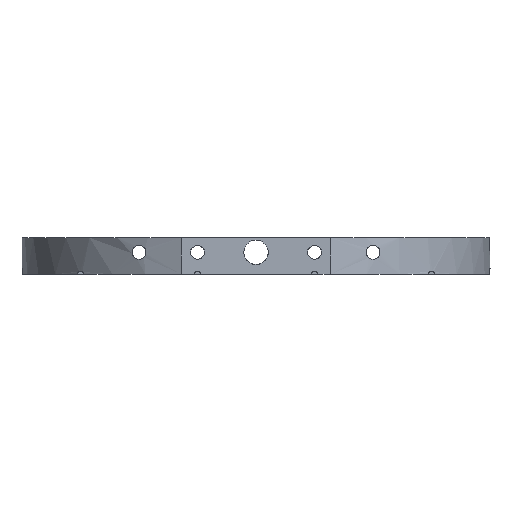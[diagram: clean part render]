
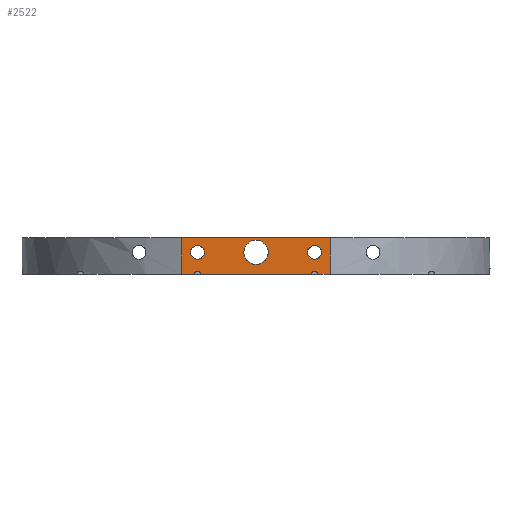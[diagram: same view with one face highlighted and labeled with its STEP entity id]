
A CAD part, front view. The second image highlights one B-rep face of the part: STEP entity #2522.
In plain terms, the highlighted planar face has unit normal (0, -1, 0).
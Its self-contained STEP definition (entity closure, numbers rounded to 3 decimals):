
#33 = DIRECTION ( 'NONE',  ( 0., -1., 0. ) ) ;
#35 = LINE ( 'NONE', #2952, #6438 ) ;
#106 = CARTESIAN_POINT ( 'NONE',  ( 48., -182., 12.277 ) ) ;
#119 = DIRECTION ( 'NONE',  ( -1., 0., 0. ) ) ;
#290 = VERTEX_POINT ( 'NONE', #106 ) ;
#335 = CARTESIAN_POINT ( 'NONE',  ( 0., -182., 28. ) ) ;
#341 = DIRECTION ( 'NONE',  ( 0., 0., -1. ) ) ;
#443 = ORIENTED_EDGE ( 'NONE', *, *, #6656, .F. ) ;
#449 = DIRECTION ( 'NONE',  ( 0., 0., -1. ) ) ;
#575 = DIRECTION ( 'NONE',  ( 0., 0., -1. ) ) ;
#645 = FACE_BOUND ( 'NONE', #6452, .T. ) ;
#669 = DIRECTION ( 'NONE',  ( 0., 0., 1. ) ) ;
#732 = DIRECTION ( 'NONE',  ( 0., -1., 0. ) ) ;
#739 = ORIENTED_EDGE ( 'NONE', *, *, #6010, .F. ) ;
#833 = DIRECTION ( 'NONE',  ( 0., 0., -1. ) ) ;
#865 = CIRCLE ( 'NONE', #5471, 5.723 ) ;
#1009 = CARTESIAN_POINT ( 'NONE',  ( 0., -182., 0. ) ) ;
#1103 = ORIENTED_EDGE ( 'NONE', *, *, #4706, .F. ) ;
#1188 = CARTESIAN_POINT ( 'NONE',  ( -61.156, -182., 0. ) ) ;
#1219 = CARTESIAN_POINT ( 'NONE',  ( -141.212, -182., 0. ) ) ;
#1236 = VERTEX_POINT ( 'NONE', #2479 ) ;
#1304 = LINE ( 'NONE', #2375, #2429 ) ;
#1355 = CARTESIAN_POINT ( 'NONE',  ( 50.5, -182., 0. ) ) ;
#1402 = VERTEX_POINT ( 'NONE', #4824 ) ;
#1466 = EDGE_CURVE ( 'NONE', #4288, #1705, #6449, .T. ) ;
#1705 = VERTEX_POINT ( 'NONE', #5220 ) ;
#1761 = DIRECTION ( 'NONE',  ( 0., 1., 0. ) ) ;
#1768 = VECTOR ( 'NONE', #119, 1000. ) ;
#1801 = CARTESIAN_POINT ( 'NONE',  ( 45.5, -182., 0. ) ) ;
#1813 = EDGE_CURVE ( 'NONE', #1402, #2528, #3214, .T. ) ;
#1828 = AXIS2_PLACEMENT_3D ( 'NONE', #3377, #732, #4416 ) ;
#1868 = CARTESIAN_POINT ( 'NONE',  ( 48., -182., 18. ) ) ;
#1891 = EDGE_CURVE ( 'NONE', #1236, #3567, #4281, .T. ) ;
#1900 = EDGE_CURVE ( 'NONE', #2835, #2111, #3012, .T. ) ;
#1961 = DIRECTION ( 'NONE',  ( 0., 0., -1. ) ) ;
#1997 = VERTEX_POINT ( 'NONE', #4226 ) ;
#2003 = DIRECTION ( 'NONE',  ( 0., -1., 0. ) ) ;
#2027 = DIRECTION ( 'NONE',  ( -1., 0., 0. ) ) ;
#2111 = VERTEX_POINT ( 'NONE', #4816 ) ;
#2347 = ORIENTED_EDGE ( 'NONE', *, *, #1466, .T. ) ;
#2375 = CARTESIAN_POINT ( 'NONE',  ( 61.156, -182., 30. ) ) ;
#2392 = ORIENTED_EDGE ( 'NONE', *, *, #6526, .F. ) ;
#2429 = VECTOR ( 'NONE', #1961, 1000. ) ;
#2468 = CARTESIAN_POINT ( 'NONE',  ( 0., -182., 18. ) ) ;
#2479 = CARTESIAN_POINT ( 'NONE',  ( 61.156, -182., 0. ) ) ;
#2493 = ORIENTED_EDGE ( 'NONE', *, *, #1813, .F. ) ;
#2522 = ADVANCED_FACE ( 'NONE', ( #645, #4948, #4212, #5830 ), #4337, .F. ) ;
#2528 = VERTEX_POINT ( 'NONE', #4819 ) ;
#2720 = AXIS2_PLACEMENT_3D ( 'NONE', #4194, #33, #575 ) ;
#2808 = VERTEX_POINT ( 'NONE', #1801 ) ;
#2835 = VERTEX_POINT ( 'NONE', #6022 ) ;
#2857 = AXIS2_PLACEMENT_3D ( 'NONE', #6695, #3000, #3061 ) ;
#2952 = CARTESIAN_POINT ( 'NONE',  ( 0., -182., 0. ) ) ;
#3000 = DIRECTION ( 'NONE',  ( 0., -1., 0. ) ) ;
#3012 = CIRCLE ( 'NONE', #2857, 5.723 ) ;
#3042 = VERTEX_POINT ( 'NONE', #335 ) ;
#3049 = VECTOR ( 'NONE', #2027, 1000. ) ;
#3061 = DIRECTION ( 'NONE',  ( 0., 0., -1. ) ) ;
#3138 = EDGE_CURVE ( 'NONE', #4288, #1236, #1304, .T. ) ;
#3212 = CIRCLE ( 'NONE', #3913, 5.723 ) ;
#3214 = CIRCLE ( 'NONE', #2720, 2.5 ) ;
#3233 = CARTESIAN_POINT ( 'NONE',  ( -141.212, -182., 30. ) ) ;
#3377 = CARTESIAN_POINT ( 'NONE',  ( 48., -182., 0. ) ) ;
#3397 = ORIENTED_EDGE ( 'NONE', *, *, #5327, .F. ) ;
#3399 = AXIS2_PLACEMENT_3D ( 'NONE', #3524, #6130, #449 ) ;
#3434 = DIRECTION ( 'NONE',  ( 0., -1., 0. ) ) ;
#3436 = CARTESIAN_POINT ( 'NONE',  ( -61.156, -182., 30. ) ) ;
#3509 = CARTESIAN_POINT ( 'NONE',  ( -48., -182., 18. ) ) ;
#3512 = EDGE_CURVE ( 'NONE', #2528, #6305, #4782, .T. ) ;
#3524 = CARTESIAN_POINT ( 'NONE',  ( 0., -182., 18. ) ) ;
#3567 = VERTEX_POINT ( 'NONE', #1355 ) ;
#3575 = ORIENTED_EDGE ( 'NONE', *, *, #1900, .F. ) ;
#3864 = ORIENTED_EDGE ( 'NONE', *, *, #3138, .F. ) ;
#3913 = AXIS2_PLACEMENT_3D ( 'NONE', #1868, #3989, #5016 ) ;
#3989 = DIRECTION ( 'NONE',  ( 0., -1., 0. ) ) ;
#4013 = ORIENTED_EDGE ( 'NONE', *, *, #5233, .F. ) ;
#4038 = CIRCLE ( 'NONE', #6707, 10. ) ;
#4061 = EDGE_LOOP ( 'NONE', ( #5288, #443 ) ) ;
#4194 = CARTESIAN_POINT ( 'NONE',  ( -48., -182., 0. ) ) ;
#4212 = FACE_BOUND ( 'NONE', #4061, .T. ) ;
#4226 = CARTESIAN_POINT ( 'NONE',  ( 48., -182., 23.723 ) ) ;
#4270 = LINE ( 'NONE', #3436, #5482 ) ;
#4281 = LINE ( 'NONE', #1009, #3049 ) ;
#4288 = VERTEX_POINT ( 'NONE', #6122 ) ;
#4337 = PLANE ( 'NONE',  #6503 ) ;
#4389 = CARTESIAN_POINT ( 'NONE',  ( 0., -182., 0. ) ) ;
#4416 = DIRECTION ( 'NONE',  ( 0., 0., -1. ) ) ;
#4515 = CARTESIAN_POINT ( 'NONE',  ( 48., -182., 18. ) ) ;
#4598 = ORIENTED_EDGE ( 'NONE', *, *, #5307, .F. ) ;
#4706 = EDGE_CURVE ( 'NONE', #290, #1997, #865, .T. ) ;
#4782 = LINE ( 'NONE', #4389, #5910 ) ;
#4816 = CARTESIAN_POINT ( 'NONE',  ( -48., -182., 23.723 ) ) ;
#4819 = CARTESIAN_POINT ( 'NONE',  ( -50.5, -182., 0. ) ) ;
#4824 = CARTESIAN_POINT ( 'NONE',  ( -45.5, -182., 0. ) ) ;
#4845 = EDGE_CURVE ( 'NONE', #6151, #3042, #4038, .T. ) ;
#4889 = DIRECTION ( 'NONE',  ( -1., 0., 0. ) ) ;
#4925 = CIRCLE ( 'NONE', #1828, 2.5 ) ;
#4948 = FACE_BOUND ( 'NONE', #6008, .T. ) ;
#5016 = DIRECTION ( 'NONE',  ( 0., 0., -1. ) ) ;
#5145 = CARTESIAN_POINT ( 'NONE',  ( 0., -182., 8. ) ) ;
#5163 = AXIS2_PLACEMENT_3D ( 'NONE', #3509, #3434, #341 ) ;
#5220 = CARTESIAN_POINT ( 'NONE',  ( -61.156, -182., 30. ) ) ;
#5233 = EDGE_CURVE ( 'NONE', #3567, #2808, #4925, .T. ) ;
#5288 = ORIENTED_EDGE ( 'NONE', *, *, #4845, .F. ) ;
#5307 = EDGE_CURVE ( 'NONE', #2111, #2835, #6678, .T. ) ;
#5327 = EDGE_CURVE ( 'NONE', #1997, #290, #3212, .T. ) ;
#5332 = ORIENTED_EDGE ( 'NONE', *, *, #1891, .F. ) ;
#5366 = ORIENTED_EDGE ( 'NONE', *, *, #3512, .F. ) ;
#5471 = AXIS2_PLACEMENT_3D ( 'NONE', #4515, #6027, #833 ) ;
#5482 = VECTOR ( 'NONE', #6542, 1000. ) ;
#5497 = DIRECTION ( 'NONE',  ( -1., 0., 0. ) ) ;
#5830 = FACE_OUTER_BOUND ( 'NONE', #6082, .T. ) ;
#5910 = VECTOR ( 'NONE', #4889, 1000. ) ;
#5949 = CIRCLE ( 'NONE', #3399, 10. ) ;
#6008 = EDGE_LOOP ( 'NONE', ( #1103, #3397 ) ) ;
#6010 = EDGE_CURVE ( 'NONE', #2808, #1402, #35, .T. ) ;
#6022 = CARTESIAN_POINT ( 'NONE',  ( -48., -182., 12.277 ) ) ;
#6027 = DIRECTION ( 'NONE',  ( 0., -1., 0. ) ) ;
#6082 = EDGE_LOOP ( 'NONE', ( #5366, #2493, #739, #4013, #5332, #3864, #2347, #2392 ) ) ;
#6100 = DIRECTION ( 'NONE',  ( 0., 0., -1. ) ) ;
#6122 = CARTESIAN_POINT ( 'NONE',  ( 61.156, -182., 30. ) ) ;
#6130 = DIRECTION ( 'NONE',  ( 0., -1., 0. ) ) ;
#6151 = VERTEX_POINT ( 'NONE', #5145 ) ;
#6305 = VERTEX_POINT ( 'NONE', #1188 ) ;
#6438 = VECTOR ( 'NONE', #5497, 1000. ) ;
#6449 = LINE ( 'NONE', #3233, #1768 ) ;
#6452 = EDGE_LOOP ( 'NONE', ( #3575, #4598 ) ) ;
#6503 = AXIS2_PLACEMENT_3D ( 'NONE', #1219, #1761, #669 ) ;
#6526 = EDGE_CURVE ( 'NONE', #6305, #1705, #4270, .T. ) ;
#6542 = DIRECTION ( 'NONE',  ( 0., 0., 1. ) ) ;
#6656 = EDGE_CURVE ( 'NONE', #3042, #6151, #5949, .T. ) ;
#6678 = CIRCLE ( 'NONE', #5163, 5.723 ) ;
#6695 = CARTESIAN_POINT ( 'NONE',  ( -48., -182., 18. ) ) ;
#6707 = AXIS2_PLACEMENT_3D ( 'NONE', #2468, #2003, #6100 ) ;
